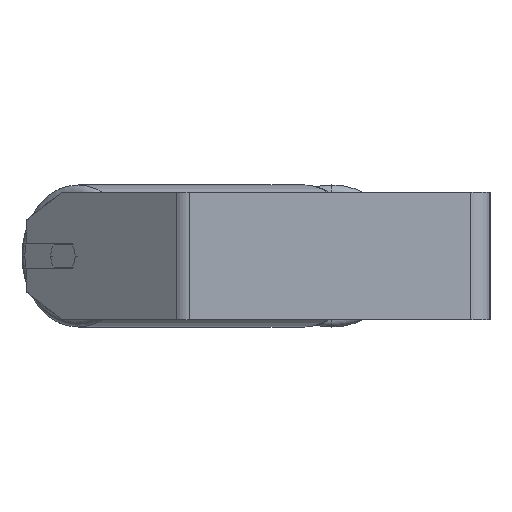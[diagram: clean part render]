
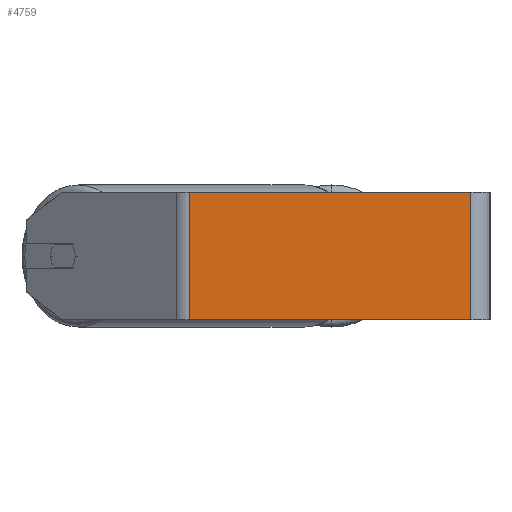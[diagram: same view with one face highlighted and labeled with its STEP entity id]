
A CAD part, left-side view. The second image highlights one B-rep face of the part: STEP entity #4759.
In plain terms, the highlighted planar face has unit normal (-1, 0, 0).
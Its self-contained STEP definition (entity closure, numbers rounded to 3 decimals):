
#14 = LINE ( 'NONE', #4830, #1448 ) ;
#465 = CARTESIAN_POINT ( 'NONE',  ( -400., 12., 40. ) ) ;
#620 = VERTEX_POINT ( 'NONE', #1944 ) ;
#645 = DIRECTION ( 'NONE',  ( 0., 0., -1. ) ) ;
#681 = PLANE ( 'NONE',  #8655 ) ;
#790 = EDGE_CURVE ( 'NONE', #620, #1872, #5660, .T. ) ;
#807 = ORIENTED_EDGE ( 'NONE', *, *, #790, .T. ) ;
#929 = DIRECTION ( 'NONE',  ( 0., -1., 0. ) ) ;
#1171 = ORIENTED_EDGE ( 'NONE', *, *, #5787, .F. ) ;
#1448 = VECTOR ( 'NONE', #7409, 1000. ) ;
#1872 = VERTEX_POINT ( 'NONE', #6815 ) ;
#1905 = EDGE_CURVE ( 'NONE', #620, #6659, #6288, .T. ) ;
#1944 = CARTESIAN_POINT ( 'NONE',  ( -400., 188.316, 40. ) ) ;
#2291 = DIRECTION ( 'NONE',  ( 0., 0., -1. ) ) ;
#2309 = VECTOR ( 'NONE', #5327, 1000. ) ;
#2392 = VECTOR ( 'NONE', #929, 1000. ) ;
#2470 = LINE ( 'NONE', #465, #2309 ) ;
#2790 = VECTOR ( 'NONE', #2291, 1000. ) ;
#2911 = CARTESIAN_POINT ( 'NONE',  ( -400., 192.684, 40. ) ) ;
#3002 = CARTESIAN_POINT ( 'NONE',  ( -400., 12., 40. ) ) ;
#3505 = FACE_OUTER_BOUND ( 'NONE', #7244, .T. ) ;
#4229 = CARTESIAN_POINT ( 'NONE',  ( -400., 188.316, 40. ) ) ;
#4759 = ADVANCED_FACE ( 'NONE', ( #3505 ), #681, .F. ) ;
#4830 = CARTESIAN_POINT ( 'NONE',  ( -400., 192.684, -40. ) ) ;
#5106 = EDGE_CURVE ( 'NONE', #1872, #5425, #14, .T. ) ;
#5327 = DIRECTION ( 'NONE',  ( 0., 0., -1. ) ) ;
#5425 = VERTEX_POINT ( 'NONE', #8585 ) ;
#5660 = LINE ( 'NONE', #4229, #2790 ) ;
#5787 = EDGE_CURVE ( 'NONE', #6659, #5425, #2470, .T. ) ;
#5994 = ORIENTED_EDGE ( 'NONE', *, *, #5106, .T. ) ;
#6058 = ORIENTED_EDGE ( 'NONE', *, *, #1905, .F. ) ;
#6219 = CARTESIAN_POINT ( 'NONE',  ( -400., 192.684, 40. ) ) ;
#6288 = LINE ( 'NONE', #2911, #2392 ) ;
#6659 = VERTEX_POINT ( 'NONE', #3002 ) ;
#6710 = DIRECTION ( 'NONE',  ( 1., 0., 0. ) ) ;
#6815 = CARTESIAN_POINT ( 'NONE',  ( -400., 188.316, -40. ) ) ;
#7244 = EDGE_LOOP ( 'NONE', ( #5994, #1171, #6058, #807 ) ) ;
#7409 = DIRECTION ( 'NONE',  ( 0., -1., 0. ) ) ;
#8585 = CARTESIAN_POINT ( 'NONE',  ( -400., 12., -40. ) ) ;
#8655 = AXIS2_PLACEMENT_3D ( 'NONE', #6219, #6710, #645 ) ;
